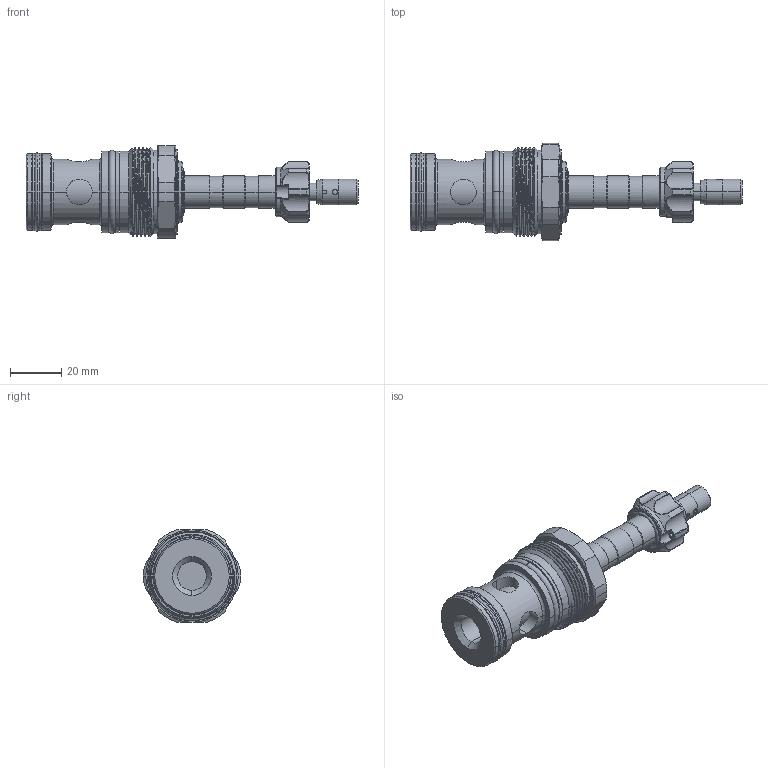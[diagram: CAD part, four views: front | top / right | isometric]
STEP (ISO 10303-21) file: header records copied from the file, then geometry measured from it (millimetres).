
FILE_DESCRIPTION (( 'STEP AP203' ), '1' );
FILE_NAME ('EP35MV2A31T05.STEP', '2020-04-16T05:17:36', ( '' ), ( '' ), 'SwSTEP 2.0', 'SolidWorks 2018', '' );
FILE_SCHEMA (( 'CONFIG_CONTROL_DESIGN' ));
Length unit declared in the file: millimetre
Products named in the file (1): EP35MV2A31T05
Bounding box: 129.35 x 37.9 x 36 mm (x, y, z)
Volume: 51792.6 mm3; surface area: 16492.1 mm2
Topology: 4 solids, 4 shells, 325 faces, 751 edges, 458 vertices
Faces by surface type: cylinder 151, cone 55, torus 43, plane 38, bspline 38
Entity records: 15582 total; most frequent: CARTESIAN_POINT 8430, ORIENTED_EDGE 1498, DIRECTION 1469, EDGE_CURVE 749, AXIS2_PLACEMENT_3D 636, VERTEX_POINT 458, EDGE_LOOP 359, CIRCLE 348
